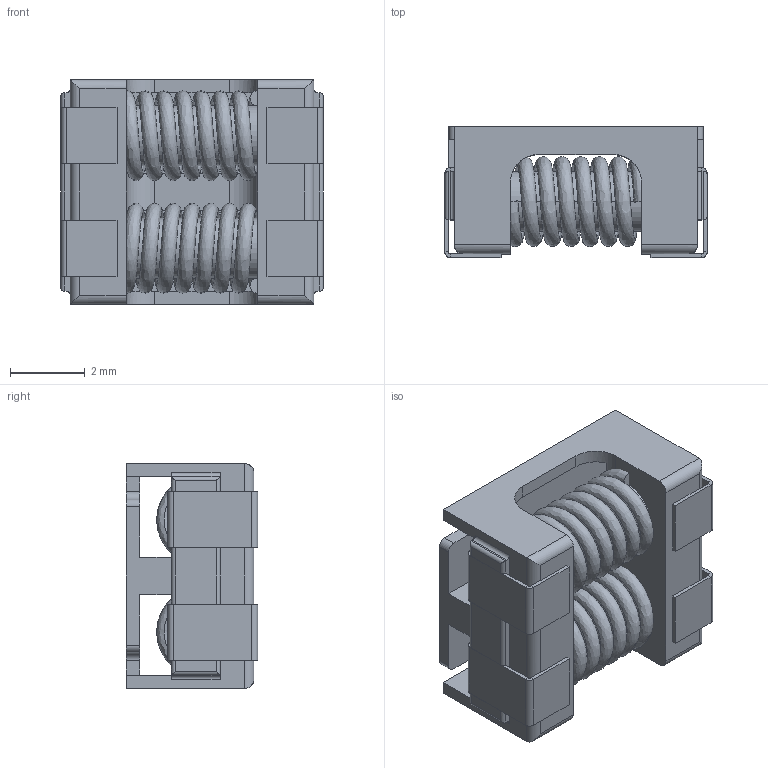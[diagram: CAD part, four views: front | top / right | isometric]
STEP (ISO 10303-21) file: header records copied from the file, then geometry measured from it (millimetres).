
FILE_DESCRIPTION (( 'STEP AP214' ), '1' );
FILE_NAME ('ACM70V-701-2PL-TL00.STEP', '2018-02-12T22:46:11', ( '' ), ( '' ), 'SwSTEP 2.0', 'SolidWorks 2017', '' );
FILE_SCHEMA (( 'AUTOMOTIVE_DESIGN' ));
Length unit declared in the file: millimetre
Products named in the file (1): ACM70V-701-2PL-TL00
Bounding box: 7 x 3.5 x 6 mm (x, y, z)
Volume: 90.6 mm3; surface area: 411.9 mm2
Topology: 7 solids, 7 shells, 192 faces, 474 edges, 284 vertices
Faces by surface type: plane 132, cylinder 56, bspline 4
Entity records: 8868 total; most frequent: CARTESIAN_POINT 3735, ORIENTED_EDGE 948, DIRECTION 940, EDGE_CURVE 474, LINE 346, VECTOR 346, AXIS2_PLACEMENT_3D 297, VERTEX_POINT 284
